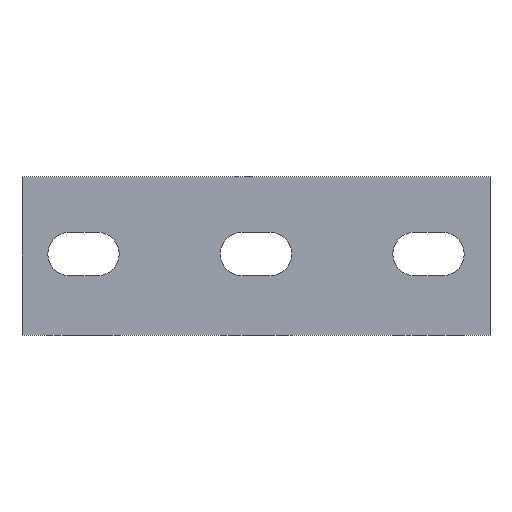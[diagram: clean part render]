
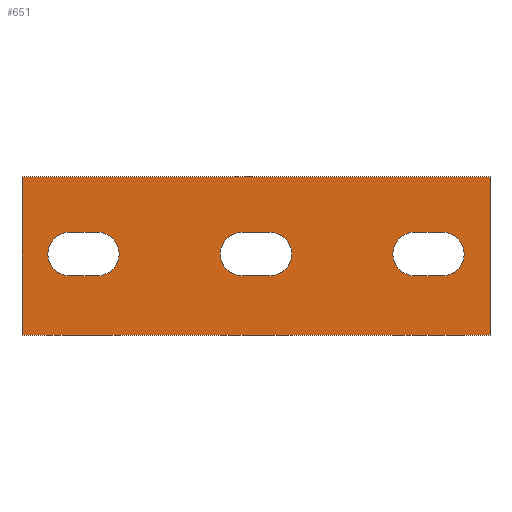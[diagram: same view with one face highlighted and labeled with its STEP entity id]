
A CAD part, left-side view. The second image highlights one B-rep face of the part: STEP entity #651.
In plain terms, the highlighted planar face has unit normal (-1, 0, 0).
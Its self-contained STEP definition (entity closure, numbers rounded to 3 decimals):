
#24=FACE_BOUND('',#135,.T.);
#25=FACE_BOUND('',#136,.T.);
#26=FACE_BOUND('',#137,.T.);
#28=CIRCLE('',#679,2.75);
#30=CIRCLE('',#683,2.75);
#32=CIRCLE('',#687,2.75);
#34=CIRCLE('',#691,2.75);
#36=CIRCLE('',#694,2.75);
#38=CIRCLE('',#698,2.75);
#93=FACE_OUTER_BOUND('',#134,.T.);
#134=EDGE_LOOP('',(#579,#580,#581,#582));
#135=EDGE_LOOP('',(#583,#584,#585,#586));
#136=EDGE_LOOP('',(#587,#588,#589,#590));
#137=EDGE_LOOP('',(#591,#592,#593,#594));
#141=LINE('',#920,#207);
#145=LINE('',#932,#211);
#149=LINE('',#944,#215);
#153=LINE('',#956,#219);
#158=LINE('',#974,#224);
#162=LINE('',#984,#228);
#187=LINE('',#1060,#253);
#193=LINE('',#1072,#259);
#203=LINE('',#1091,#269);
#204=LINE('',#1093,#270);
#207=VECTOR('',#738,10.);
#211=VECTOR('',#750,10.);
#215=VECTOR('',#762,10.);
#219=VECTOR('',#774,10.);
#224=VECTOR('',#793,10.);
#228=VECTOR('',#805,10.);
#253=VECTOR('',#880,10.);
#259=VECTOR('',#888,10.);
#269=VECTOR('',#906,10.);
#270=VECTOR('',#909,10.);
#273=VERTEX_POINT('',#917);
#274=VERTEX_POINT('',#919);
#276=VERTEX_POINT('',#925);
#278=VERTEX_POINT('',#931);
#281=VERTEX_POINT('',#941);
#282=VERTEX_POINT('',#943);
#284=VERTEX_POINT('',#949);
#286=VERTEX_POINT('',#955);
#289=VERTEX_POINT('',#965);
#290=VERTEX_POINT('',#967);
#292=VERTEX_POINT('',#973);
#294=VERTEX_POINT('',#979);
#319=VERTEX_POINT('',#1058);
#320=VERTEX_POINT('',#1059);
#325=VERTEX_POINT('',#1071);
#330=VERTEX_POINT('',#1089);
#333=EDGE_CURVE('',#274,#273,#141,.T.);
#336=EDGE_CURVE('',#276,#274,#28,.T.);
#339=EDGE_CURVE('',#278,#276,#145,.T.);
#342=EDGE_CURVE('',#273,#278,#30,.T.);
#345=EDGE_CURVE('',#282,#281,#149,.T.);
#348=EDGE_CURVE('',#284,#282,#32,.T.);
#351=EDGE_CURVE('',#286,#284,#153,.T.);
#354=EDGE_CURVE('',#281,#286,#34,.T.);
#357=EDGE_CURVE('',#290,#289,#36,.T.);
#360=EDGE_CURVE('',#292,#290,#158,.T.);
#363=EDGE_CURVE('',#294,#292,#38,.T.);
#366=EDGE_CURVE('',#289,#294,#162,.T.);
#403=EDGE_CURVE('',#319,#320,#187,.T.);
#409=EDGE_CURVE('',#325,#320,#193,.T.);
#419=EDGE_CURVE('',#319,#330,#203,.T.);
#420=EDGE_CURVE('',#325,#330,#204,.T.);
#579=ORIENTED_EDGE('',*,*,#419,.T.);
#580=ORIENTED_EDGE('',*,*,#420,.F.);
#581=ORIENTED_EDGE('',*,*,#409,.T.);
#582=ORIENTED_EDGE('',*,*,#403,.F.);
#583=ORIENTED_EDGE('',*,*,#339,.T.);
#584=ORIENTED_EDGE('',*,*,#336,.T.);
#585=ORIENTED_EDGE('',*,*,#333,.T.);
#586=ORIENTED_EDGE('',*,*,#342,.T.);
#587=ORIENTED_EDGE('',*,*,#351,.T.);
#588=ORIENTED_EDGE('',*,*,#348,.T.);
#589=ORIENTED_EDGE('',*,*,#345,.T.);
#590=ORIENTED_EDGE('',*,*,#354,.T.);
#591=ORIENTED_EDGE('',*,*,#363,.T.);
#592=ORIENTED_EDGE('',*,*,#360,.T.);
#593=ORIENTED_EDGE('',*,*,#357,.T.);
#594=ORIENTED_EDGE('',*,*,#366,.T.);
#619=PLANE('',#730);
#651=ADVANCED_FACE('',(#93,#24,#25,#26),#619,.T.);
#679=AXIS2_PLACEMENT_3D('',#926,#744,#745);
#683=AXIS2_PLACEMENT_3D('',#936,#756,#757);
#687=AXIS2_PLACEMENT_3D('',#950,#768,#769);
#691=AXIS2_PLACEMENT_3D('',#960,#780,#781);
#694=AXIS2_PLACEMENT_3D('',#968,#787,#788);
#698=AXIS2_PLACEMENT_3D('',#980,#799,#800);
#730=AXIS2_PLACEMENT_3D('',#1092,#907,#908);
#738=DIRECTION('',(0.,-1.,0.));
#744=DIRECTION('center_axis',(1.,0.,0.));
#745=DIRECTION('ref_axis',(0.,0.,1.));
#750=DIRECTION('',(0.,1.,0.));
#756=DIRECTION('center_axis',(1.,0.,0.));
#757=DIRECTION('ref_axis',(0.,0.,
-1.));
#762=DIRECTION('',(0.,-1.,0.));
#768=DIRECTION('center_axis',(1.,0.,0.));
#769=DIRECTION('ref_axis',(0.,0.,1.));
#774=DIRECTION('',(0.,1.,0.));
#780=DIRECTION('center_axis',(1.,0.,0.));
#781=DIRECTION('ref_axis',(0.,0.,-1.));
#787=DIRECTION('center_axis',(1.,0.,0.));
#788=DIRECTION('ref_axis',(0.,0.,1.));
#793=DIRECTION('',(0.,1.,0.));
#799=DIRECTION('center_axis',(1.,0.,0.));
#800=DIRECTION('ref_axis',(0.,0.,-1.));
#805=DIRECTION('',(0.,-1.,0.));
#880=DIRECTION('',(0.,0.,-1.));
#888=DIRECTION('',(0.,-1.,0.));
#906=DIRECTION('',(0.,1.,0.));
#907=DIRECTION('center_axis',(-1.,0.,0.));
#908=DIRECTION('ref_axis',(0.,0.,1.));
#909=DIRECTION('',(0.,0.,1.));
#917=CARTESIAN_POINT('',(0.,-23.5,13.));
#919=CARTESIAN_POINT('',(0.,-20.,13.));
#920=CARTESIAN_POINT('',(0.,-10.,13.));
#925=CARTESIAN_POINT('',(0.,-20.,7.5));
#926=CARTESIAN_POINT('Origin',(0.,-20.,10.25));
#931=CARTESIAN_POINT('',(0.,-23.5,7.5));
#932=CARTESIAN_POINT('',(0.,-11.75,7.5));
#936=CARTESIAN_POINT('Origin',(0.,-23.5,10.25));
#941=CARTESIAN_POINT('',(0.,20.,13.));
#943=CARTESIAN_POINT('',(0.,23.5,13.));
#944=CARTESIAN_POINT('',(0.,11.75,13.));
#949=CARTESIAN_POINT('',(0.,23.5,7.5));
#950=CARTESIAN_POINT('Origin',(0.,23.5,10.25));
#955=CARTESIAN_POINT('',(0.,20.,7.5));
#956=CARTESIAN_POINT('',(0.,10.,7.5));
#960=CARTESIAN_POINT('Origin',(0.,20.,10.25));
#965=CARTESIAN_POINT('',(0.,1.75,13.));
#967=CARTESIAN_POINT('',(0.,1.75,7.5));
#968=CARTESIAN_POINT('Origin',(0.,1.75,10.25));
#973=CARTESIAN_POINT('',(0.,-1.75,7.5));
#974=CARTESIAN_POINT('',(0.,-0.875,7.5));
#979=CARTESIAN_POINT('',(0.,-1.75,13.));
#980=CARTESIAN_POINT('Origin',(0.,-1.75,10.25));
#984=CARTESIAN_POINT('',(0.,0.875,13.));
#1058=CARTESIAN_POINT('',(0.,-29.5,20.));
#1059=CARTESIAN_POINT('',(0.,-29.5,0.));
#1060=CARTESIAN_POINT('',(0.,-29.5,0.));
#1071=CARTESIAN_POINT('',(0.,29.5,0.));
#1072=CARTESIAN_POINT('',(0.,0.,0.));
#1089=CARTESIAN_POINT('',(0.,29.5,20.));
#1091=CARTESIAN_POINT('',(0.,0.,20.));
#1092=CARTESIAN_POINT('Origin',(0.,0.,0.));
#1093=CARTESIAN_POINT('',(0.,29.5,0.));
